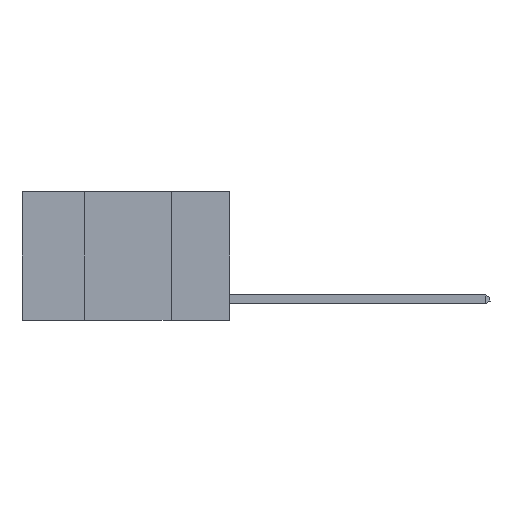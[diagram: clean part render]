
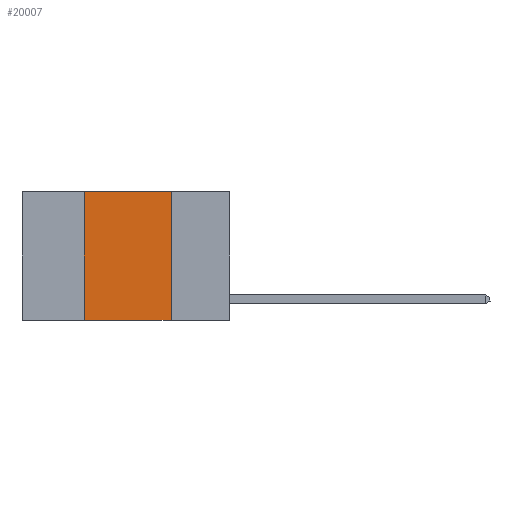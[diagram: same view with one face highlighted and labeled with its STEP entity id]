
A CAD part, left-side view. The second image highlights one B-rep face of the part: STEP entity #20007.
In plain terms, the highlighted planar face has unit normal (-1, 0, 0).
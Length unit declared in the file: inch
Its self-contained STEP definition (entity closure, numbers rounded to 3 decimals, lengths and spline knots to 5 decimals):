
#479 = DIRECTION ( 'NONE',  ( 0., 0., -1. ) ) ;
#629 = ORIENTED_EDGE ( 'NONE', *, *, #13286, .F. ) ;
#1485 = CARTESIAN_POINT ( 'NONE',  ( 0., 0.42, 0. ) ) ;
#1862 = VERTEX_POINT ( 'NONE', #11251 ) ;
#2949 = ORIENTED_EDGE ( 'NONE', *, *, #16003, .T. ) ;
#3289 = EDGE_CURVE ( 'NONE', #1862, #10031, #13529, .T. ) ;
#3694 = EDGE_LOOP ( 'NONE', ( #629, #8517, #18976, #2949 ) ) ;
#4454 = CARTESIAN_POINT ( 'NONE',  ( 0., 0.17, -0.37 ) ) ;
#5602 = CARTESIAN_POINT ( 'NONE',  ( 0., 0.6, 0. ) ) ;
#6407 = LINE ( 'NONE', #17274, #11445 ) ;
#6688 = CARTESIAN_POINT ( 'NONE',  ( 0., 0.6, 0. ) ) ;
#6762 = DIRECTION ( 'NONE',  ( 0., -1., 0. ) ) ;
#7372 = AXIS2_PLACEMENT_3D ( 'NONE', #5602, #10708, #479 ) ;
#7538 = EDGE_CURVE ( 'NONE', #11836, #1862, #14688, .T. ) ;
#7653 = CARTESIAN_POINT ( 'NONE',  ( 0., 0.42, -0.37 ) ) ;
#8412 = DIRECTION ( 'NONE',  ( 0., 0., 1. ) ) ;
#8517 = ORIENTED_EDGE ( 'NONE', *, *, #3289, .F. ) ;
#8742 = LINE ( 'NONE', #21444, #12712 ) ;
#9022 = PLANE ( 'NONE',  #7372 ) ;
#9028 = VECTOR ( 'NONE', #6762, 39.37008 ) ;
#10031 = VERTEX_POINT ( 'NONE', #21929 ) ;
#10139 = VECTOR ( 'NONE', #8412, 39.37008 ) ;
#10556 = DIRECTION ( 'NONE',  ( 0., -1., 0. ) ) ;
#10708 = DIRECTION ( 'NONE',  ( 1., 0., 0. ) ) ;
#11251 = CARTESIAN_POINT ( 'NONE',  ( 0., 0.42, 0. ) ) ;
#11445 = VECTOR ( 'NONE', #10556, 39.37008 ) ;
#11836 = VERTEX_POINT ( 'NONE', #7653 ) ;
#12712 = VECTOR ( 'NONE', #16379, 39.37008 ) ;
#13286 = EDGE_CURVE ( 'NONE', #10031, #18926, #8742, .T. ) ;
#13529 = LINE ( 'NONE', #6688, #9028 ) ;
#14688 = LINE ( 'NONE', #1485, #10139 ) ;
#16003 = EDGE_CURVE ( 'NONE', #11836, #18926, #6407, .T. ) ;
#16379 = DIRECTION ( 'NONE',  ( 0., 0., -1. ) ) ;
#17274 = CARTESIAN_POINT ( 'NONE',  ( 0., 0.6, -0.37 ) ) ;
#18471 = FACE_OUTER_BOUND ( 'NONE', #3694, .T. ) ;
#18926 = VERTEX_POINT ( 'NONE', #4454 ) ;
#18976 = ORIENTED_EDGE ( 'NONE', *, *, #7538, .F. ) ;
#20007 = ADVANCED_FACE ( 'NONE', ( #18471 ), #9022, .F. ) ;
#21444 = CARTESIAN_POINT ( 'NONE',  ( 0., 0.17, 0. ) ) ;
#21929 = CARTESIAN_POINT ( 'NONE',  ( 0., 0.17, 0. ) ) ;
